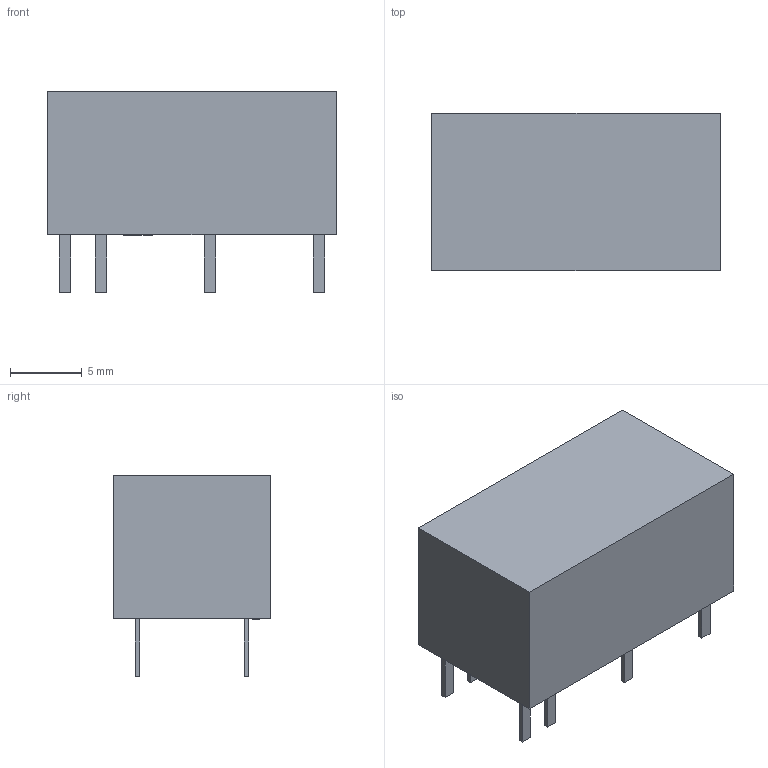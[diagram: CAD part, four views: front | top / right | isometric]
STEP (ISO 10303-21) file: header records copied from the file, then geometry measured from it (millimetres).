
FILE_DESCRIPTION (( 'STEP AP214' ), '1' );
FILE_NAME ('RELAY-TH_DSP1A-L2-DC12V.step', '2022-07-09T13:06:43', ( '' ), ( '' ), 'SwSTEP 2.0', 'SolidWorks 2020', '' );
FILE_SCHEMA (( 'AUTOMOTIVE_DESIGN' ));
Length unit declared in the file: millimetre
Products named in the file (1): RELAY-TH_DSP1A-L2-DC12V
Bounding box: 20.2 x 11.01 x 14 mm (x, y, z)
Volume: 2227.8 mm3; surface area: 1125.4 mm2
Topology: 12 solids, 12 shells, 328 faces, 855 edges, 570 vertices
Faces by surface type: plane 216, bspline 112
Entity records: 14218 total; most frequent: CARTESIAN_POINT 3858, ORIENTED_EDGE 1710, DIRECTION 1061, EDGE_CURVE 855, LINE 627, VECTOR 627, VERTEX_POINT 570, EDGE_LOOP 351
